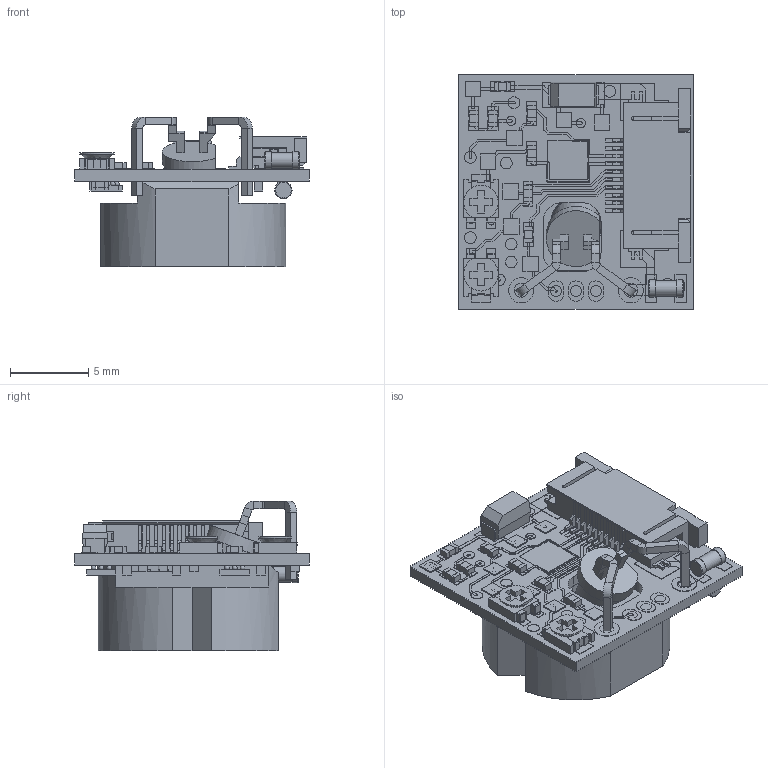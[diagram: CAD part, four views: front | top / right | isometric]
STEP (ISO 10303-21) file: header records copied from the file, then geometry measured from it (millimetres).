
FILE_DESCRIPTION(/* description */ (''),/* implementation_level */ '2;1');
FILE_NAME(/* name */ 'DHH_A',/* time_stamp */ '2008-11-04T13:50:52+00:00',/* author */ (''),/* organization */ (''),/* preprocessor_version */ 'ST-DEVELOPER v9',/* originating_system */ 'UGS - NX 3.0',/* authorisation */ '');
FILE_SCHEMA (('AUTOMOTIVE_DESIGN { 1 0 10303 214 1 1 1 1 }'));
Products named in the file (1): rh120C66t2mm
Bounding box: 15 x 15 x 9.57 mm (x, y, z)
Volume: 618.7 mm3; surface area: 2354.9 mm2
Topology: 252 solids, 252 shells, 3762 faces, 9065 edges, 5980 vertices
Faces by surface type: plane 3044, cylinder 557, extrusion 118, sphere 33, torus 8, cone 2
Full cylindrical faces by diameter (mm): 0.1 x4, 0.25 x16, 0.4 x1, 0.6 x11, 0.7 x3, 0.75 x28, 0.8 x1, 0.9 x2, 1 x16, 1.05 x3, 1.1 x11, 1.25 x2, 1.5 x1, 1.6 x4, 3 x1
Entity records: 133044 total; most frequent: CARTESIAN_POINT 19779, ORIENTED_EDGE 17782, DIRECTION 17222, EDGE_CURVE 8891, VECTOR 7602, LINE 7484, VERTEX_POINT 5948, AXIS2_PLACEMENT_3D 4810
